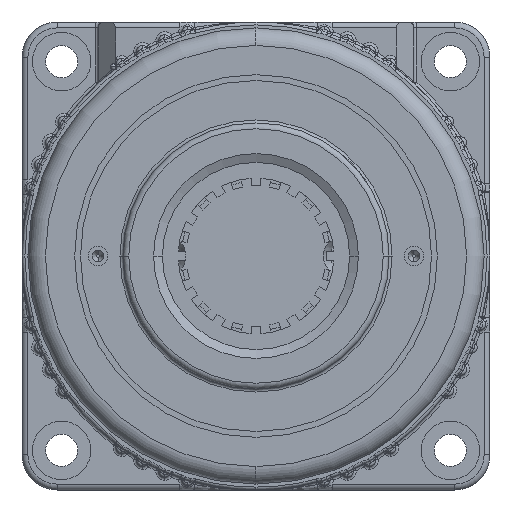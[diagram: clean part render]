
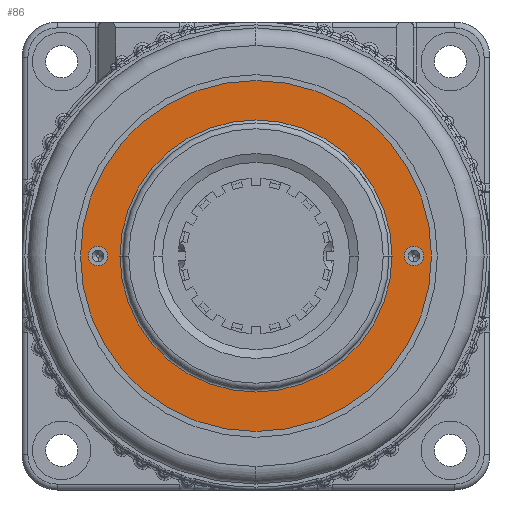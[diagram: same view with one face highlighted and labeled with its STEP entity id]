
A CAD part, front view. The second image highlights one B-rep face of the part: STEP entity #86.
In plain terms, the highlighted face is planar.
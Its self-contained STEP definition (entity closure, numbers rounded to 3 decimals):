
#86 = ADVANCED_FACE ( 'NONE', ( #20295, #5493, #3130, #2955 ), #14856, .T. ) ;
#327 = EDGE_CURVE ( 'NONE', #4133, #26292, #11830, .T. ) ;
#883 = ORIENTED_EDGE ( 'NONE', *, *, #327, .F. ) ;
#1716 = CARTESIAN_POINT ( 'NONE',  ( 0., 0.8, 0. ) ) ;
#1764 = CARTESIAN_POINT ( 'NONE',  ( 0., 0.8, 0. ) ) ;
#1848 = AXIS2_PLACEMENT_3D ( 'NONE', #14937, #8704, #26429 ) ;
#2349 = VERTEX_POINT ( 'NONE', #32781 ) ;
#2749 = CIRCLE ( 'NONE', #17686, 1.65 ) ;
#2955 = FACE_OUTER_BOUND ( 'NONE', #7687, .T. ) ;
#3130 = FACE_BOUND ( 'NONE', #10591, .T. ) ;
#3428 = CIRCLE ( 'NONE', #32689, 23.25 ) ;
#3783 = DIRECTION ( 'NONE',  ( 0., 0., 1. ) ) ;
#4133 = VERTEX_POINT ( 'NONE', #37397 ) ;
#5168 = CARTESIAN_POINT ( 'NONE',  ( 0., 0.8, 27. ) ) ;
#5493 = FACE_BOUND ( 'NONE', #9583, .T. ) ;
#5733 = EDGE_CURVE ( 'NONE', #32906, #8746, #3428, .T. ) ;
#6865 = CIRCLE ( 'NONE', #11268, 1.65 ) ;
#7341 = CARTESIAN_POINT ( 'NONE',  ( 0., 0.8, -27. ) ) ;
#7687 = EDGE_LOOP ( 'NONE', ( #20364, #14455 ) ) ;
#7823 = EDGE_CURVE ( 'NONE', #26292, #4133, #6865, .T. ) ;
#7984 = ORIENTED_EDGE ( 'NONE', *, *, #37366, .F. ) ;
#8278 = ORIENTED_EDGE ( 'NONE', *, *, #7823, .F. ) ;
#8704 = DIRECTION ( 'NONE',  ( 0., 1., 0. ) ) ;
#8746 = VERTEX_POINT ( 'NONE', #27462 ) ;
#8797 = CARTESIAN_POINT ( 'NONE',  ( 0., 0.8, 23.25 ) ) ;
#9583 = EDGE_LOOP ( 'NONE', ( #883, #8278 ) ) ;
#10591 = EDGE_LOOP ( 'NONE', ( #16529, #31828 ) ) ;
#11268 = AXIS2_PLACEMENT_3D ( 'NONE', #5168, #28760, #19806 ) ;
#11830 = CIRCLE ( 'NONE', #1848, 1.65 ) ;
#12554 = ORIENTED_EDGE ( 'NONE', *, *, #15517, .F. ) ;
#14281 = DIRECTION ( 'NONE',  ( 1., 0., 0. ) ) ;
#14455 = ORIENTED_EDGE ( 'NONE', *, *, #31187, .T. ) ;
#14843 = VERTEX_POINT ( 'NONE', #17235 ) ;
#14856 = PLANE ( 'NONE',  #23005 ) ;
#14937 = CARTESIAN_POINT ( 'NONE',  ( 0., 0.8, 27. ) ) ;
#15010 = CARTESIAN_POINT ( 'NONE',  ( 0., 0.8, -30. ) ) ;
#15517 = EDGE_CURVE ( 'NONE', #2349, #14843, #34413, .T. ) ;
#15930 = CARTESIAN_POINT ( 'NONE',  ( 0., 0.8, 30. ) ) ;
#16529 = ORIENTED_EDGE ( 'NONE', *, *, #5733, .T. ) ;
#16573 = DIRECTION ( 'NONE',  ( 0., -1., 0. ) ) ;
#16735 = DIRECTION ( 'NONE',  ( 0., -1., 0. ) ) ;
#17235 = CARTESIAN_POINT ( 'NONE',  ( 0., 0.8, -25.35 ) ) ;
#17525 = EDGE_CURVE ( 'NONE', #8746, #32906, #35796, .T. ) ;
#17686 = AXIS2_PLACEMENT_3D ( 'NONE', #7341, #19228, #19409 ) ;
#17960 = DIRECTION ( 'NONE',  ( 0., 1., 0. ) ) ;
#19228 = DIRECTION ( 'NONE',  ( 0., 1., 0. ) ) ;
#19370 = CARTESIAN_POINT ( 'NONE',  ( 0., 0.8, 0. ) ) ;
#19409 = DIRECTION ( 'NONE',  ( 0., 0., 1. ) ) ;
#19806 = DIRECTION ( 'NONE',  ( 0., 0., 1. ) ) ;
#20295 = FACE_BOUND ( 'NONE', #34696, .T. ) ;
#20364 = ORIENTED_EDGE ( 'NONE', *, *, #26247, .T. ) ;
#20773 = VERTEX_POINT ( 'NONE', #15010 ) ;
#21823 = DIRECTION ( 'NONE',  ( 0., 0., 1. ) ) ;
#22309 = CARTESIAN_POINT ( 'NONE',  ( 0., 0.8, 25.35 ) ) ;
#22352 = CARTESIAN_POINT ( 'NONE',  ( 0., 0.8, -27. ) ) ;
#22727 = DIRECTION ( 'NONE',  ( 0., 0., 1. ) ) ;
#23005 = AXIS2_PLACEMENT_3D ( 'NONE', #26727, #17960, #14281 ) ;
#23371 = VERTEX_POINT ( 'NONE', #15930 ) ;
#25002 = DIRECTION ( 'NONE',  ( 0., 1., 0. ) ) ;
#25048 = AXIS2_PLACEMENT_3D ( 'NONE', #22352, #25855, #22727 ) ;
#25339 = DIRECTION ( 'NONE',  ( 0., 1., 0. ) ) ;
#25855 = DIRECTION ( 'NONE',  ( 0., 1., 0. ) ) ;
#26247 = EDGE_CURVE ( 'NONE', #20773, #23371, #38338, .T. ) ;
#26292 = VERTEX_POINT ( 'NONE', #22309 ) ;
#26429 = DIRECTION ( 'NONE',  ( 0., 0., 1. ) ) ;
#26727 = CARTESIAN_POINT ( 'NONE',  ( 0., 0.8, 0. ) ) ;
#27462 = CARTESIAN_POINT ( 'NONE',  ( 0., 0.8, -23.25 ) ) ;
#28373 = AXIS2_PLACEMENT_3D ( 'NONE', #37595, #16573, #33890 ) ;
#28760 = DIRECTION ( 'NONE',  ( 0., 1., 0. ) ) ;
#29006 = CIRCLE ( 'NONE', #34568, 30. ) ;
#30855 = AXIS2_PLACEMENT_3D ( 'NONE', #19370, #25002, #3783 ) ;
#31187 = EDGE_CURVE ( 'NONE', #23371, #20773, #29006, .T. ) ;
#31828 = ORIENTED_EDGE ( 'NONE', *, *, #17525, .T. ) ;
#32689 = AXIS2_PLACEMENT_3D ( 'NONE', #1716, #16735, #34051 ) ;
#32781 = CARTESIAN_POINT ( 'NONE',  ( 0., 0.8, -28.65 ) ) ;
#32906 = VERTEX_POINT ( 'NONE', #8797 ) ;
#33890 = DIRECTION ( 'NONE',  ( 0., 0., 1. ) ) ;
#34051 = DIRECTION ( 'NONE',  ( 0., 0., 1. ) ) ;
#34413 = CIRCLE ( 'NONE', #25048, 1.65 ) ;
#34568 = AXIS2_PLACEMENT_3D ( 'NONE', #1764, #25339, #21823 ) ;
#34696 = EDGE_LOOP ( 'NONE', ( #7984, #12554 ) ) ;
#35796 = CIRCLE ( 'NONE', #28373, 23.25 ) ;
#37366 = EDGE_CURVE ( 'NONE', #14843, #2349, #2749, .T. ) ;
#37397 = CARTESIAN_POINT ( 'NONE',  ( 0., 0.8, 28.65 ) ) ;
#37595 = CARTESIAN_POINT ( 'NONE',  ( 0., 0.8, 0. ) ) ;
#38338 = CIRCLE ( 'NONE', #30855, 30. ) ;
